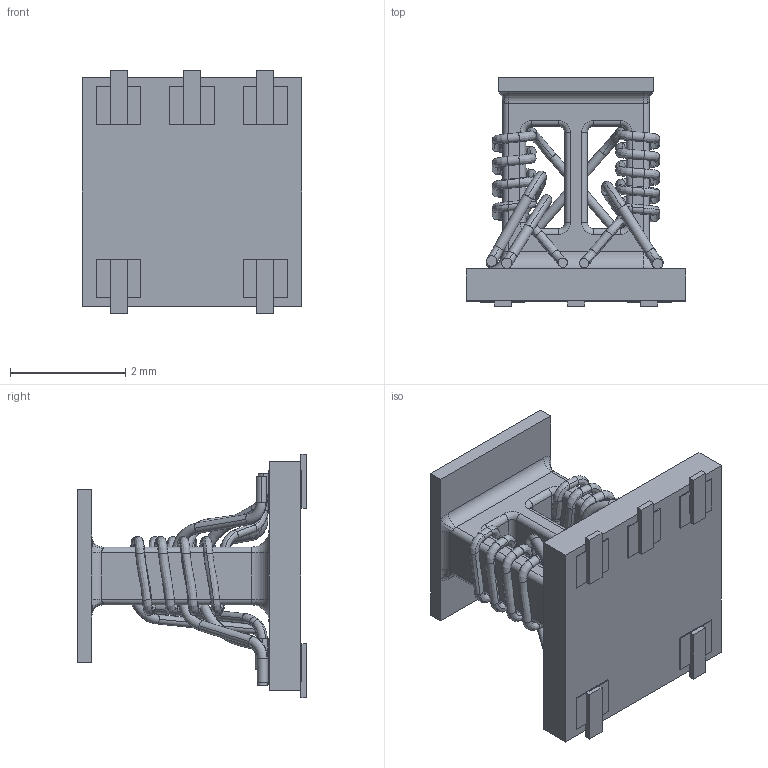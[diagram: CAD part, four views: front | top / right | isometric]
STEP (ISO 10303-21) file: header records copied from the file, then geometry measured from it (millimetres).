
FILE_DESCRIPTION (( 'STEP AP203' ), '1' );
FILE_NAME ('AT1642_STEP.STEP', '2024-12-05T09:21:28', ( '' ), ( '' ), 'SwSTEP 2.0', 'SolidWorks 2023', '' );
FILE_SCHEMA (( 'CONFIG_CONTROL_DESIGN' ));
Length unit declared in the file: millimetre
Products named in the file (1): AT1642_STEP
Bounding box: 3.81 x 3.97 x 4.22 mm (x, y, z)
Volume: 17.4 mm3; surface area: 116.6 mm2
Topology: 17 solids, 17 shells, 485 faces, 1095 edges, 656 vertices
Faces by surface type: bspline 188, plane 145, cylinder 86, torus 66
Entity records: 22084 total; most frequent: CARTESIAN_POINT 11991, ORIENTED_EDGE 2190, DIRECTION 1971, EDGE_CURVE 1095, AXIS2_PLACEMENT_3D 786, VERTEX_POINT 656, EDGE_LOOP 501, CIRCLE 488
